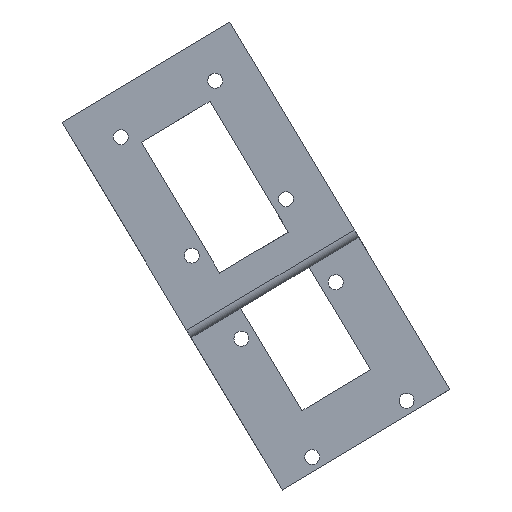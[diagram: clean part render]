
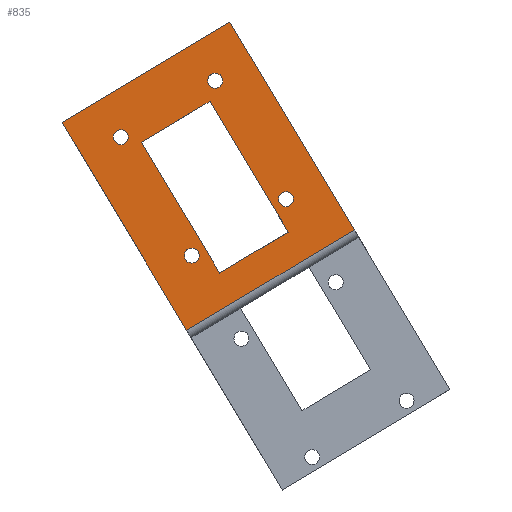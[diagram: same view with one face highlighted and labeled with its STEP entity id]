
A CAD part, top view. The second image highlights one B-rep face of the part: STEP entity #835.
In plain terms, the highlighted planar face has unit normal (0, 0, 1).
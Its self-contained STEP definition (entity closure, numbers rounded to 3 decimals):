
#1 = CARTESIAN_POINT ( 'NONE',  ( -21.161, 33.778, 6. ) ) ;
#8 = EDGE_CURVE ( 'NONE', #465, #1012, #832, .T. ) ;
#18 = CARTESIAN_POINT ( 'NONE',  ( -37.698, 61.426, 6. ) ) ;
#20 = FACE_BOUND ( 'NONE', #77, .T. ) ;
#24 = DIRECTION ( 'NONE',  ( -0.858, -0.513, 0. ) ) ;
#25 = DIRECTION ( 'NONE',  ( 1., 0., 0. ) ) ;
#28 = CARTESIAN_POINT ( 'NONE',  ( -21.161, 33.778, 6. ) ) ;
#29 = CIRCLE ( 'NONE', #1151, 1.75 ) ;
#41 = EDGE_CURVE ( 'NONE', #763, #1193, #381, .T. ) ;
#44 = DIRECTION ( 'NONE',  ( 0., 0., -1. ) ) ;
#47 = VECTOR ( 'NONE', #577, 1000. ) ;
#48 = DIRECTION ( 'NONE',  ( 0., 0., -1. ) ) ;
#65 = ORIENTED_EDGE ( 'NONE', *, *, #760, .T. ) ;
#66 = DIRECTION ( 'NONE',  ( 0., 0., -1. ) ) ;
#72 = CARTESIAN_POINT ( 'NONE',  ( -35.948, 61.426, 6. ) ) ;
#74 = EDGE_CURVE ( 'NONE', #465, #404, #213, .T. ) ;
#77 = EDGE_LOOP ( 'NONE', ( #461, #805 ) ) ;
#90 = AXIS2_PLACEMENT_3D ( 'NONE', #1026, #179, #1141 ) ;
#96 = ORIENTED_EDGE ( 'NONE', *, *, #812, .T. ) ;
#98 = FACE_BOUND ( 'NONE', #681, .T. ) ;
#112 = LINE ( 'NONE', #307, #338 ) ;
#121 = DIRECTION ( 'NONE',  ( 1., 0., 0. ) ) ;
#122 = CIRCLE ( 'NONE', #795, 1.75 ) ;
#123 = DIRECTION ( 'NONE',  ( 0., 0., -1. ) ) ;
#143 = VECTOR ( 'NONE', #24, 1000. ) ;
#149 = EDGE_LOOP ( 'NONE', ( #1188, #1136 ) ) ;
#153 = VERTEX_POINT ( 'NONE', #651 ) ;
#156 = EDGE_CURVE ( 'NONE', #1179, #1030, #576, .T. ) ;
#177 = CARTESIAN_POINT ( 'NONE',  ( -57.962, 48.258, 6. ) ) ;
#179 = DIRECTION ( 'NONE',  ( 0., 0., -1. ) ) ;
#195 = ORIENTED_EDGE ( 'NONE', *, *, #8, .F. ) ;
#200 = CARTESIAN_POINT ( 'NONE',  ( -44.385, 3.153, 6. ) ) ;
#204 = CARTESIAN_POINT ( 'NONE',  ( -57.521, -4.704, 6. ) ) ;
#211 = CARTESIAN_POINT ( 'NONE',  ( -19.715, -11.792, 6. ) ) ;
#213 = LINE ( 'NONE', #294, #794 ) ;
#214 = EDGE_LOOP ( 'NONE', ( #1019, #361, #916, #195 ) ) ;
#221 = ORIENTED_EDGE ( 'NONE', *, *, #1091, .F. ) ;
#231 = EDGE_LOOP ( 'NONE', ( #221, #455, #1137, #96 ) ) ;
#233 = VERTEX_POINT ( 'NONE', #702 ) ;
#239 = CARTESIAN_POINT ( 'NONE',  ( -38.905, 56.625, 6. ) ) ;
#240 = CIRCLE ( 'NONE', #1213, 1.75 ) ;
#241 = VERTEX_POINT ( 'NONE', #1123 ) ;
#253 = DIRECTION ( 'NONE',  ( 1., 0., 0. ) ) ;
#266 = ORIENTED_EDGE ( 'NONE', *, *, #779, .T. ) ;
#294 = CARTESIAN_POINT ( 'NONE',  ( -3.708, -2.218, 6. ) ) ;
#301 = FACE_BOUND ( 'NONE', #989, .T. ) ;
#307 = CARTESIAN_POINT ( 'NONE',  ( 7.877, 4.712, 6. ) ) ;
#322 = CIRCLE ( 'NONE', #90, 1.75 ) ;
#338 = VECTOR ( 'NONE', #1160, 1000. ) ;
#349 = LINE ( 'NONE', #359, #985 ) ;
#359 = CARTESIAN_POINT ( 'NONE',  ( -31.3, -18.722, 6. ) ) ;
#361 = ORIENTED_EDGE ( 'NONE', *, *, #1005, .F. ) ;
#365 = DIRECTION ( 'NONE',  ( 1., 0., 0. ) ) ;
#376 = CIRCLE ( 'NONE', #551, 1.75 ) ;
#381 = LINE ( 'NONE', #204, #47 ) ;
#382 = ORIENTED_EDGE ( 'NONE', *, *, #575, .T. ) ;
#385 = EDGE_CURVE ( 'NONE', #1030, #1179, #122, .T. ) ;
#389 = FACE_OUTER_BOUND ( 'NONE', #231, .T. ) ;
#403 = CARTESIAN_POINT ( 'NONE',  ( -59.712, 48.258, 6. ) ) ;
#404 = VERTEX_POINT ( 'NONE', #419 ) ;
#419 = CARTESIAN_POINT ( 'NONE',  ( -20.644, 26.096, 6. ) ) ;
#455 = ORIENTED_EDGE ( 'NONE', *, *, #41, .T. ) ;
#461 = ORIENTED_EDGE ( 'NONE', *, *, #1035, .T. ) ;
#465 = VERTEX_POINT ( 'NONE', #239 ) ;
#532 = CARTESIAN_POINT ( 'NONE',  ( -39.448, 61.426, 6. ) ) ;
#551 = AXIS2_PLACEMENT_3D ( 'NONE', #1, #66, #1135 ) ;
#554 = CARTESIAN_POINT ( 'NONE',  ( -5.208, 26.587, 6. ) ) ;
#555 = CARTESIAN_POINT ( 'NONE',  ( -35.198, 58.843, 6. ) ) ;
#560 = CARTESIAN_POINT ( 'NONE',  ( -42.128, 70.428, 6. ) ) ;
#574 = DIRECTION ( 'NONE',  ( 0., 0., 1. ) ) ;
#575 = EDGE_CURVE ( 'NONE', #628, #840, #1170, .T. ) ;
#576 = CIRCLE ( 'NONE', #1189, 1.75 ) ;
#577 = DIRECTION ( 'NONE',  ( 0.858, 0.513, 0. ) ) ;
#580 = AXIS2_PLACEMENT_3D ( 'NONE', #1055, #574, #121 ) ;
#596 = EDGE_CURVE ( 'NONE', #153, #713, #29, .T. ) ;
#600 = DIRECTION ( 'NONE',  ( 0.858, 0.513, 0. ) ) ;
#619 = VERTEX_POINT ( 'NONE', #1031 ) ;
#628 = VERTEX_POINT ( 'NONE', #177 ) ;
#647 = DIRECTION ( 'NONE',  ( -0.513, 0.858, 0. ) ) ;
#651 = CARTESIAN_POINT ( 'NONE',  ( -41.425, 20.611, 6. ) ) ;
#659 = DIRECTION ( 'NONE',  ( 1., 0., 0. ) ) ;
#667 = FACE_BOUND ( 'NONE', #149, .T. ) ;
#669 = CARTESIAN_POINT ( 'NONE',  ( -36.651, 16.521, 6. ) ) ;
#681 = EDGE_LOOP ( 'NONE', ( #975, #65 ) ) ;
#688 = CARTESIAN_POINT ( 'NONE',  ( -43.175, 20.611, 6. ) ) ;
#694 = CARTESIAN_POINT ( 'NONE',  ( -54.912, 47.051, 6. ) ) ;
#702 = CARTESIAN_POINT ( 'NONE',  ( -19.411, 33.778, 6. ) ) ;
#713 = VERTEX_POINT ( 'NONE', #1088 ) ;
#741 = EDGE_CURVE ( 'NONE', #619, #1193, #112, .T. ) ;
#747 = LINE ( 'NONE', #211, #924 ) ;
#758 = PLANE ( 'NONE',  #580 ) ;
#760 = EDGE_CURVE ( 'NONE', #233, #241, #240, .T. ) ;
#763 = VERTEX_POINT ( 'NONE', #200 ) ;
#779 = EDGE_CURVE ( 'NONE', #840, #628, #962, .T. ) ;
#790 = CARTESIAN_POINT ( 'NONE',  ( -37.698, 61.426, 6. ) ) ;
#794 = VECTOR ( 'NONE', #1052, 1000. ) ;
#795 = AXIS2_PLACEMENT_3D ( 'NONE', #790, #44, #1075 ) ;
#805 = ORIENTED_EDGE ( 'NONE', *, *, #596, .T. ) ;
#810 = LINE ( 'NONE', #1096, #867 ) ;
#812 = EDGE_CURVE ( 'NONE', #619, #920, #1071, .T. ) ;
#821 = EDGE_CURVE ( 'NONE', #1208, #1012, #747, .T. ) ;
#832 = LINE ( 'NONE', #555, #1016 ) ;
#835 = ADVANCED_FACE ( 'NONE', ( #868, #389, #301, #98, #20, #667 ), #758, .T. ) ;
#840 = VERTEX_POINT ( 'NONE', #859 ) ;
#859 = CARTESIAN_POINT ( 'NONE',  ( -61.462, 48.258, 6. ) ) ;
#867 = VECTOR ( 'NONE', #600, 1000. ) ;
#868 = FACE_BOUND ( 'NONE', #214, .T. ) ;
#879 = DIRECTION ( 'NONE',  ( 0., 0., -1. ) ) ;
#881 = CARTESIAN_POINT ( 'NONE',  ( -59.712, 48.258, 6. ) ) ;
#908 = CARTESIAN_POINT ( 'NONE',  ( -73.427, 51.706, 6. ) ) ;
#916 = ORIENTED_EDGE ( 'NONE', *, *, #821, .T. ) ;
#920 = VERTEX_POINT ( 'NONE', #908 ) ;
#924 = VECTOR ( 'NONE', #647, 1000. ) ;
#954 = DIRECTION ( 'NONE',  ( 0., 0., -1. ) ) ;
#962 = CIRCLE ( 'NONE', #980, 1.75 ) ;
#975 = ORIENTED_EDGE ( 'NONE', *, *, #1061, .T. ) ;
#979 = AXIS2_PLACEMENT_3D ( 'NONE', #403, #48, #253 ) ;
#980 = AXIS2_PLACEMENT_3D ( 'NONE', #881, #1169, #659 ) ;
#985 = VECTOR ( 'NONE', #1214, 1000. ) ;
#989 = EDGE_LOOP ( 'NONE', ( #266, #382 ) ) ;
#1005 = EDGE_CURVE ( 'NONE', #1208, #404, #810, .T. ) ;
#1012 = VERTEX_POINT ( 'NONE', #694 ) ;
#1016 = VECTOR ( 'NONE', #1033, 1000. ) ;
#1019 = ORIENTED_EDGE ( 'NONE', *, *, #74, .T. ) ;
#1026 = CARTESIAN_POINT ( 'NONE',  ( -43.175, 20.611, 6. ) ) ;
#1030 = VERTEX_POINT ( 'NONE', #532 ) ;
#1031 = CARTESIAN_POINT ( 'NONE',  ( -34.25, 75.141, 6. ) ) ;
#1033 = DIRECTION ( 'NONE',  ( -0.858, -0.513, 0. ) ) ;
#1035 = EDGE_CURVE ( 'NONE', #713, #153, #322, .T. ) ;
#1052 = DIRECTION ( 'NONE',  ( 0.513, -0.858, 0. ) ) ;
#1055 = CARTESIAN_POINT ( 'NONE',  ( 0., 0., 6. ) ) ;
#1061 = EDGE_CURVE ( 'NONE', #241, #233, #376, .T. ) ;
#1071 = LINE ( 'NONE', #560, #143 ) ;
#1075 = DIRECTION ( 'NONE',  ( 1., 0., 0. ) ) ;
#1088 = CARTESIAN_POINT ( 'NONE',  ( -44.925, 20.611, 6. ) ) ;
#1091 = EDGE_CURVE ( 'NONE', #763, #920, #349, .T. ) ;
#1096 = CARTESIAN_POINT ( 'NONE',  ( -61.372, 1.734, 6. ) ) ;
#1123 = CARTESIAN_POINT ( 'NONE',  ( -22.911, 33.778, 6. ) ) ;
#1135 = DIRECTION ( 'NONE',  ( 1., 0., 0. ) ) ;
#1136 = ORIENTED_EDGE ( 'NONE', *, *, #156, .T. ) ;
#1137 = ORIENTED_EDGE ( 'NONE', *, *, #741, .F. ) ;
#1141 = DIRECTION ( 'NONE',  ( 1., 0., 0. ) ) ;
#1151 = AXIS2_PLACEMENT_3D ( 'NONE', #688, #123, #1227 ) ;
#1160 = DIRECTION ( 'NONE',  ( 0.513, -0.858, 0. ) ) ;
#1169 = DIRECTION ( 'NONE',  ( 0., 0., -1. ) ) ;
#1170 = CIRCLE ( 'NONE', #979, 1.75 ) ;
#1179 = VERTEX_POINT ( 'NONE', #72 ) ;
#1188 = ORIENTED_EDGE ( 'NONE', *, *, #385, .T. ) ;
#1189 = AXIS2_PLACEMENT_3D ( 'NONE', #18, #879, #25 ) ;
#1193 = VERTEX_POINT ( 'NONE', #554 ) ;
#1208 = VERTEX_POINT ( 'NONE', #669 ) ;
#1213 = AXIS2_PLACEMENT_3D ( 'NONE', #28, #954, #365 ) ;
#1214 = DIRECTION ( 'NONE',  ( -0.513, 0.858, 0. ) ) ;
#1227 = DIRECTION ( 'NONE',  ( 1., 0., 0. ) ) ;
